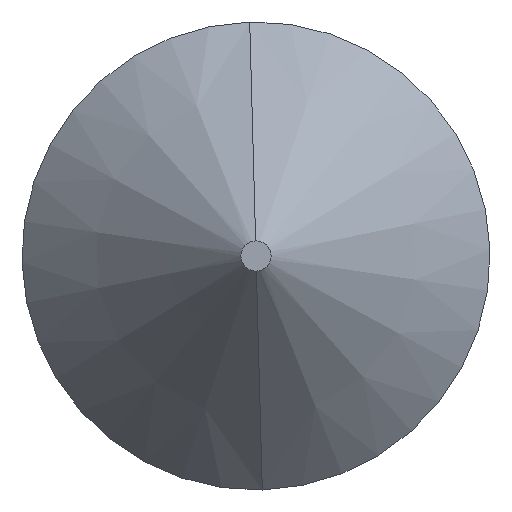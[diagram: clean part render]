
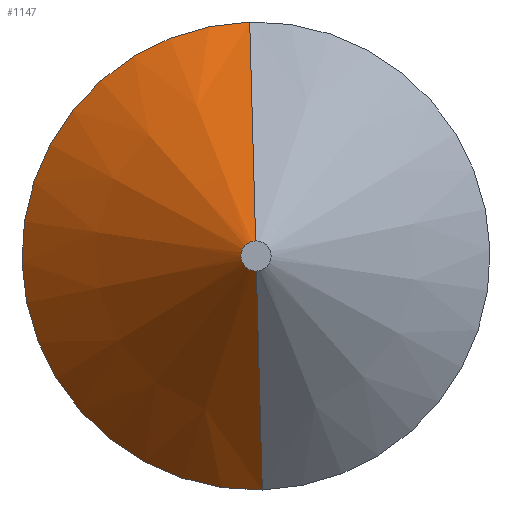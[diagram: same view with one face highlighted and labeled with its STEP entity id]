
A CAD part, left-side view. The second image highlights one B-rep face of the part: STEP entity #1147.
In plain terms, the highlighted conical face has half-angle 45 degrees and reference radius 0.051 mm.
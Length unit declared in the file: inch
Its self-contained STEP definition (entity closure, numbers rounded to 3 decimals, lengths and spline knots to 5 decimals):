
#32 = AXIS2_PLACEMENT_3D ( 'NONE', #563, #553, #521 ) ;
#47 = AXIS2_PLACEMENT_3D ( 'NONE', #1126, #1122, #1111 ) ;
#80 = ORIENTED_EDGE ( 'NONE', *, *, #729, .F. ) ;
#83 = ORIENTED_EDGE ( 'NONE', *, *, #707, .F. ) ;
#175 = VERTEX_POINT ( 'NONE', #912 ) ;
#253 = ORIENTED_EDGE ( 'NONE', *, *, #664, .T. ) ;
#294 = CONICAL_SURFACE ( 'NONE', #332, 0.002, 0.785 ) ;
#298 = ORIENTED_EDGE ( 'NONE', *, *, #753, .T. ) ;
#332 = AXIS2_PLACEMENT_3D ( 'NONE', #408, #459, #367 ) ;
#341 = FACE_OUTER_BOUND ( 'NONE', #910, .T. ) ;
#367 = DIRECTION ( 'NONE',  ( 0., -0.027, -1. ) ) ;
#408 = CARTESIAN_POINT ( 'NONE',  ( -0.31, 0., 0. ) ) ;
#445 = VERTEX_POINT ( 'NONE', #706 ) ;
#459 = DIRECTION ( 'NONE',  ( 1., 0., 0. ) ) ;
#521 = DIRECTION ( 'NONE',  ( 0., 0.027, 1. ) ) ;
#530 = CARTESIAN_POINT ( 'NONE',  ( -0.31, 0.00005, 0.002 ) ) ;
#553 = DIRECTION ( 'NONE',  ( -1., 0., 0. ) ) ;
#563 = CARTESIAN_POINT ( 'NONE',  ( -0.28115, 0., 0. ) ) ;
#628 = CARTESIAN_POINT ( 'NONE',  ( -0.28115, -0.00083, -0.03084 ) ) ;
#643 = CIRCLE ( 'NONE', #32, 0.03085 ) ;
#664 = EDGE_CURVE ( 'NONE', #856, #175, #691, .T. ) ;
#691 = LINE ( 'NONE', #895, #1090 ) ;
#706 = CARTESIAN_POINT ( 'NONE',  ( -0.31, -0.00005, -0.002 ) ) ;
#707 = EDGE_CURVE ( 'NONE', #856, #445, #752, .T. ) ;
#719 = VECTOR ( 'NONE', #1135, 39.37008 ) ;
#729 = EDGE_CURVE ( 'NONE', #445, #850, #748, .T. ) ;
#748 = LINE ( 'NONE', #1129, #719 ) ;
#752 = CIRCLE ( 'NONE', #47, 0.002 ) ;
#753 = EDGE_CURVE ( 'NONE', #175, #850, #643, .T. ) ;
#850 = VERTEX_POINT ( 'NONE', #628 ) ;
#856 = VERTEX_POINT ( 'NONE', #530 ) ;
#893 = DIRECTION ( 'NONE',  ( 0.707, 0.019, 0.707 ) ) ;
#895 = CARTESIAN_POINT ( 'NONE',  ( -0.31, 0.00005, 0.002 ) ) ;
#910 = EDGE_LOOP ( 'NONE', ( #83, #253, #298, #80 ) ) ;
#912 = CARTESIAN_POINT ( 'NONE',  ( -0.28115, 0.00083, 0.03084 ) ) ;
#1090 = VECTOR ( 'NONE', #893, 39.37008 ) ;
#1111 = DIRECTION ( 'NONE',  ( 0., 0.027, 1. ) ) ;
#1122 = DIRECTION ( 'NONE',  ( -1., 0., 0. ) ) ;
#1126 = CARTESIAN_POINT ( 'NONE',  ( -0.31, 0., 0. ) ) ;
#1129 = CARTESIAN_POINT ( 'NONE',  ( -0.31, -0.00005, -0.002 ) ) ;
#1135 = DIRECTION ( 'NONE',  ( 0.707, -0.019, -0.707 ) ) ;
#1147 = ADVANCED_FACE ( 'NONE', ( #341 ), #294, .T. ) ;
